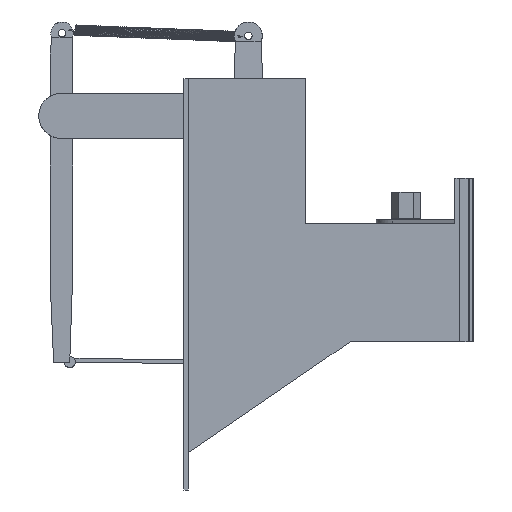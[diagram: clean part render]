
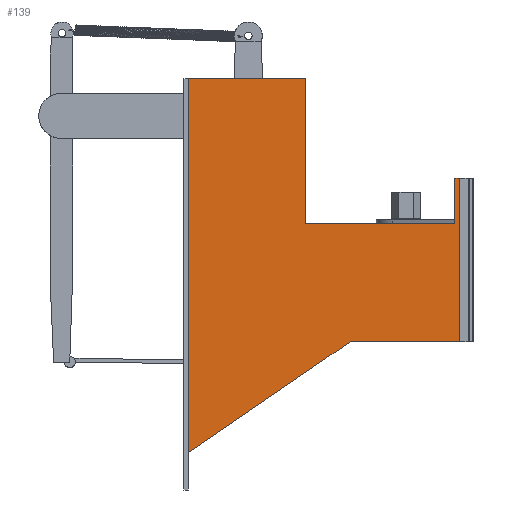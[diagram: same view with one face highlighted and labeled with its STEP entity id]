
A CAD part, left-side view. The second image highlights one B-rep face of the part: STEP entity #139.
In plain terms, the highlighted free-form (B-spline) face has degree [1, 1] with [2, 2] control points.
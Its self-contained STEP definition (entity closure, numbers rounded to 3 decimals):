
#139 = ADVANCED_FACE('',(#140),#205,.T.);
#140 = FACE_BOUND('',#141,.T.);
#141 = EDGE_LOOP('',(#142,#151,#158,#165,#172,#179,#186,#193,#200));
#142 = ORIENTED_EDGE('',*,*,#143,.T.);
#143 = EDGE_CURVE('',#144,#146,#148,.T.);
#144 = VERTEX_POINT('',#145);
#145 = CARTESIAN_POINT('',(-273.698,-86.527,
    -55.802));
#146 = VERTEX_POINT('',#147);
#147 = CARTESIAN_POINT('',(-273.698,179.199,
    -55.802));
#148 = B_SPLINE_CURVE_WITH_KNOTS('',1,(#149,#150),.UNSPECIFIED.,.F.,.F.,
  (2,2),(-87.5,112.5),.PIECEWISE_BEZIER_KNOTS.);
#149 = CARTESIAN_POINT('',(-273.698,-86.527,
    -55.802));
#150 = CARTESIAN_POINT('',(-273.698,179.199,
    -55.802));
#151 = ORIENTED_EDGE('',*,*,#152,.T.);
#152 = EDGE_CURVE('',#146,#153,#155,.T.);
#153 = VERTEX_POINT('',#154);
#154 = CARTESIAN_POINT('',(-273.698,179.199,
    201.952));
#155 = B_SPLINE_CURVE_WITH_KNOTS('',1,(#156,#157),.UNSPECIFIED.,.F.,.F.,
  (2,2),(28.,222.),.PIECEWISE_BEZIER_KNOTS.);
#156 = CARTESIAN_POINT('',(-273.698,179.199,
    -55.802));
#157 = CARTESIAN_POINT('',(-273.698,179.199,
    201.952));
#158 = ORIENTED_EDGE('',*,*,#159,.T.);
#159 = EDGE_CURVE('',#153,#160,#162,.T.);
#160 = VERTEX_POINT('',#161);
#161 = CARTESIAN_POINT('',(-273.698,386.465,
    201.952));
#162 = B_SPLINE_CURVE_WITH_KNOTS('',1,(#163,#164),.UNSPECIFIED.,.F.,.F.,
  (2,2),(12.5,168.5),.PIECEWISE_BEZIER_KNOTS.);
#163 = CARTESIAN_POINT('',(-273.698,179.199,
    201.952));
#164 = CARTESIAN_POINT('',(-273.698,386.465,
    201.952));
#165 = ORIENTED_EDGE('',*,*,#166,.F.);
#166 = EDGE_CURVE('',#167,#160,#169,.T.);
#167 = VERTEX_POINT('',#168);
#168 = CARTESIAN_POINT('',(-273.698,386.465,
    -462.363));
#169 = B_SPLINE_CURVE_WITH_KNOTS('',1,(#170,#171),.UNSPECIFIED.,.F.,.F.,
  (2,2),(-365.,135.),.PIECEWISE_BEZIER_KNOTS.);
#170 = CARTESIAN_POINT('',(-273.698,386.465,
    -462.363));
#171 = CARTESIAN_POINT('',(-273.698,386.465,
    201.952));
#172 = ORIENTED_EDGE('',*,*,#173,.T.);
#173 = EDGE_CURVE('',#167,#174,#176,.T.);
#174 = VERTEX_POINT('',#175);
#175 = CARTESIAN_POINT('',(-273.698,99.481,
    -265.726));
#176 = B_SPLINE_CURVE_WITH_KNOTS('',1,(#177,#178),.UNSPECIFIED.,.F.,.F.,
  (2,2),(-145.31,116.529),.PIECEWISE_BEZIER_KNOTS.);
#177 = CARTESIAN_POINT('',(-273.698,386.465,
    -462.363));
#178 = CARTESIAN_POINT('',(-273.698,99.481,
    -265.726));
#179 = ORIENTED_EDGE('',*,*,#180,.T.);
#180 = EDGE_CURVE('',#174,#181,#183,.T.);
#181 = VERTEX_POINT('',#182);
#182 = CARTESIAN_POINT('',(-273.698,-94.499,
    -265.726));
#183 = B_SPLINE_CURVE_WITH_KNOTS('',1,(#184,#185),.UNSPECIFIED.,.F.,.F.,
  (2,2),(17.5,163.5),.PIECEWISE_BEZIER_KNOTS.);
#184 = CARTESIAN_POINT('',(-273.698,99.481,
    -265.726));
#185 = CARTESIAN_POINT('',(-273.698,-94.499,
    -265.726));
#186 = ORIENTED_EDGE('',*,*,#187,.T.);
#187 = EDGE_CURVE('',#181,#188,#190,.T.);
#188 = VERTEX_POINT('',#189);
#189 = CARTESIAN_POINT('',(-273.698,-94.499,
    25.244));
#190 = B_SPLINE_CURVE_WITH_KNOTS('',1,(#191,#192),.UNSPECIFIED.,.F.,.F.,
  (2,2),(-51.,168.),.PIECEWISE_BEZIER_KNOTS.);
#191 = CARTESIAN_POINT('',(-273.698,-94.499,
    -265.726));
#192 = CARTESIAN_POINT('',(-273.698,-94.499,
    25.244));
#193 = ORIENTED_EDGE('',*,*,#194,.T.);
#194 = EDGE_CURVE('',#188,#195,#197,.T.);
#195 = VERTEX_POINT('',#196);
#196 = CARTESIAN_POINT('',(-273.698,-86.527,
    25.244));
#197 = B_SPLINE_CURVE_WITH_KNOTS('',1,(#198,#199),.UNSPECIFIED.,.F.,.F.,
  (2,2),(-90.5,-84.5),.PIECEWISE_BEZIER_KNOTS.);
#198 = CARTESIAN_POINT('',(-273.698,-94.499,
    25.244));
#199 = CARTESIAN_POINT('',(-273.698,-86.527,
    25.244));
#200 = ORIENTED_EDGE('',*,*,#201,.T.);
#201 = EDGE_CURVE('',#195,#144,#202,.T.);
#202 = B_SPLINE_CURVE_WITH_KNOTS('',1,(#203,#204),.UNSPECIFIED.,.F.,.F.,
  (2,2),(-58.5,2.5),.PIECEWISE_BEZIER_KNOTS.);
#203 = CARTESIAN_POINT('',(-273.698,-86.527,
    25.244));
#204 = CARTESIAN_POINT('',(-273.698,-86.527,
    -55.802));
#205 = B_SPLINE_SURFACE_WITH_KNOTS('',1,1,(
    (#206,#207)
    ,(#208,#209
    )),.UNSPECIFIED.,.F.,.F.,.F.,(2,2),(2,2),(-250.,250.),(-181.,181.),
  .PIECEWISE_BEZIER_KNOTS.);
#206 = CARTESIAN_POINT('',(-273.698,-94.499,
    -462.363));
#207 = CARTESIAN_POINT('',(-273.698,386.465,
    -462.363));
#208 = CARTESIAN_POINT('',(-273.698,-94.499,
    201.952));
#209 = CARTESIAN_POINT('',(-273.698,386.465,
    201.952));
